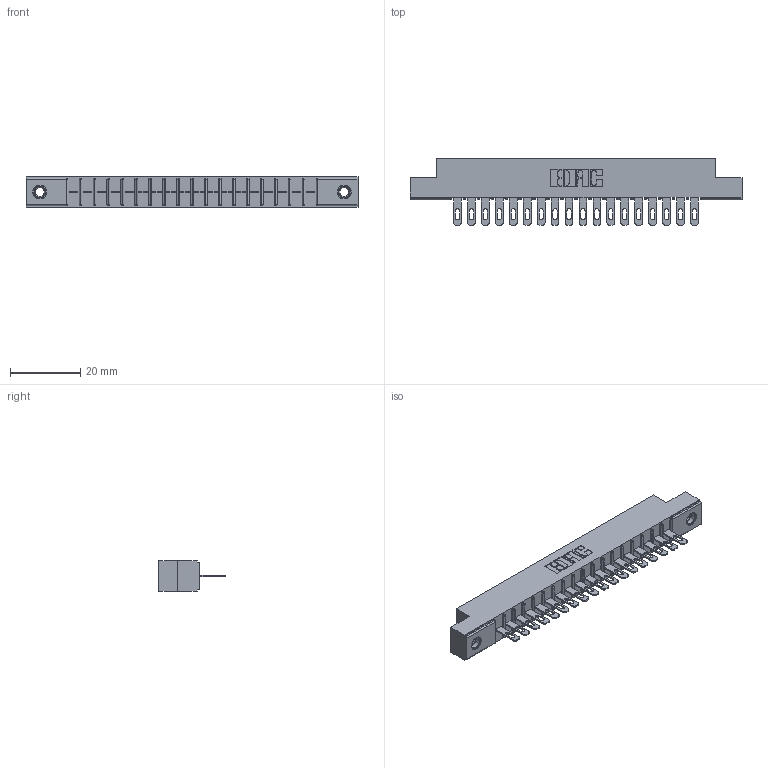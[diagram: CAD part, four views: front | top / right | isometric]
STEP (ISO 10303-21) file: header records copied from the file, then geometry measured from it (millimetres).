
FILE_DESCRIPTION (( 'STEP AP203' ), '1' );
FILE_NAME ('356-018-400-107.STEP', '2020-09-23T13:20:48', ( '' ), ( '' ), 'SwSTEP 2.0', 'SolidWorks 2020', '' );
FILE_SCHEMA (( 'CONFIG_CONTROL_DESIGN' ));
Length unit declared in the file: inch
Products named in the file (4): 345-250-001_345-250-005-103; 306-290-001_100; 306 Part_.156 Dia; 356-018-400-107
Assembly tree (21 placements, depth 2):
  356-018-400-107
    306 Part_.156 Dia
    306-290-001_100  x18
    345-250-001_345-250-005-103  x2
Bounding box: 94.34 x 18.87 x 8.71 mm (x, y, z)
Volume: 6474.6 mm3; surface area: 9781.6 mm2
Topology: 21 solids, 21 shells, 1544 faces, 4322 edges, 2776 vertices
Faces by surface type: plane 1000, cylinder 456, sphere 72, cone 12, torus 4
Entity records: 21244 total; most frequent: CARTESIAN_POINT 3544, DIRECTION 3506, ORIENTED_EDGE 3504, EDGE_CURVE 1752, VECTOR 1354, LINE 1354, VERTEX_POINT 1114, AXIS2_PLACEMENT_3D 1076
